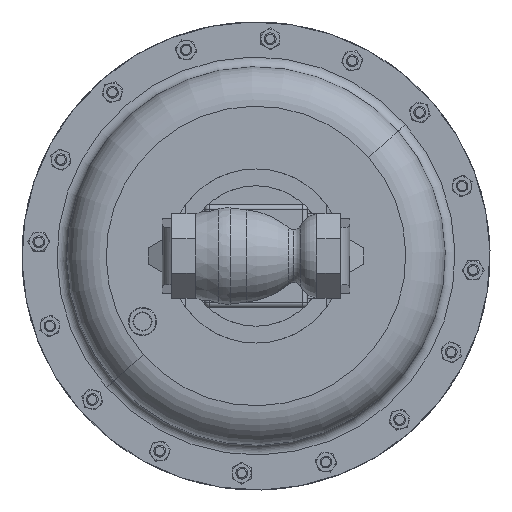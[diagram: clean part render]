
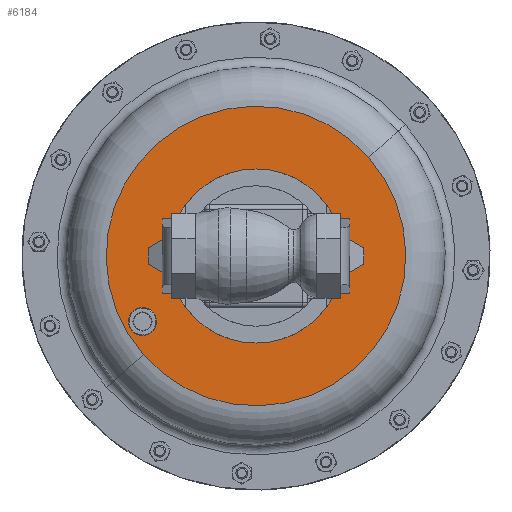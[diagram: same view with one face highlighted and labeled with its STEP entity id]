
A CAD part, front view. The second image highlights one B-rep face of the part: STEP entity #6184.
In plain terms, the highlighted planar face has unit normal (0, -1, 0).
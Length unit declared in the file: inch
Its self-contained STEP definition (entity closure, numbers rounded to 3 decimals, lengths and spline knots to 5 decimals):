
#293 = FACE_BOUND ( 'NONE', #3820, .T. ) ;
#298 = CARTESIAN_POINT ( 'NONE',  ( -3.31303, 7.835, -1.99725 ) ) ;
#364 = EDGE_LOOP ( 'NONE', ( #11227, #26115 ) ) ;
#547 = EDGE_LOOP ( 'NONE', ( #30400, #9824 ) ) ;
#673 = CARTESIAN_POINT ( 'NONE',  ( -3.03109, 7.835, -1.75 ) ) ;
#1177 = EDGE_CURVE ( 'NONE', #13391, #24604, #9856, .T. ) ;
#3102 = EDGE_CURVE ( 'NONE', #24604, #13391, #20909, .T. ) ;
#3154 = VERTEX_POINT ( 'NONE', #5657 ) ;
#3708 = EDGE_CURVE ( 'NONE', #3154, #20399, #20880, .T. ) ;
#3820 = EDGE_LOOP ( 'NONE', ( #19306, #13756 ) ) ;
#4113 = EDGE_CURVE ( 'NONE', #26633, #28592, #25309, .T. ) ;
#4825 = AXIS2_PLACEMENT_3D ( 'NONE', #8517, #6345, #5557 ) ;
#5054 = CARTESIAN_POINT ( 'NONE',  ( 0., 7.835, 0. ) ) ;
#5067 = AXIS2_PLACEMENT_3D ( 'NONE', #5054, #21656, #7412 ) ;
#5109 = AXIS2_PLACEMENT_3D ( 'NONE', #15570, #15469, #15361 ) ;
#5557 = DIRECTION ( 'NONE',  ( -0.752, 0., -0.659 ) ) ;
#5657 = CARTESIAN_POINT ( 'NONE',  ( -3.00736, 7.835, -2.63738 ) ) ;
#6184 = ADVANCED_FACE ( 'NONE', ( #293, #18556, #19287 ), #16029, .T. ) ;
#6274 = DIRECTION ( 'NONE',  ( 0., 1., 0. ) ) ;
#6345 = DIRECTION ( 'NONE',  ( 0., 1., 0. ) ) ;
#7412 = DIRECTION ( 'NONE',  ( 1., 0., 0. ) ) ;
#8517 = CARTESIAN_POINT ( 'NONE',  ( -3.03109, 7.835, -1.75 ) ) ;
#9824 = ORIENTED_EDGE ( 'NONE', *, *, #18253, .F. ) ;
#9856 = CIRCLE ( 'NONE', #4825, 0.375 ) ;
#10153 = EDGE_CURVE ( 'NONE', #28592, #26633, #18727, .T. ) ;
#10870 = AXIS2_PLACEMENT_3D ( 'NONE', #30104, #30078, #29955 ) ;
#11227 = ORIENTED_EDGE ( 'NONE', *, *, #3102, .T. ) ;
#11542 = DIRECTION ( 'NONE',  ( -0.752, 0., -0.659 ) ) ;
#11651 = CIRCLE ( 'NONE', #13616, 4. ) ;
#13391 = VERTEX_POINT ( 'NONE', #18728 ) ;
#13616 = AXIS2_PLACEMENT_3D ( 'NONE', #20482, #6274, #22864 ) ;
#13756 = ORIENTED_EDGE ( 'NONE', *, *, #4113, .F. ) ;
#15361 = DIRECTION ( 'NONE',  ( -0.752, 0., -0.659 ) ) ;
#15469 = DIRECTION ( 'NONE',  ( 0., 1., 0. ) ) ;
#15570 = CARTESIAN_POINT ( 'NONE',  ( 0., 7.835, 0. ) ) ;
#15998 = DIRECTION ( 'NONE',  ( 0.752, 0., 0.659 ) ) ;
#16004 = DIRECTION ( 'NONE',  ( 0., -1., 0. ) ) ;
#16029 = PLANE ( 'NONE',  #17324 ) ;
#16113 = CARTESIAN_POINT ( 'NONE',  ( 0., 7.835, -2.325 ) ) ;
#16509 = CARTESIAN_POINT ( 'NONE',  ( -2.63738, 7.835, 3.00736 ) ) ;
#17032 = CARTESIAN_POINT ( 'NONE',  ( 3.00736, 7.835, 2.63738 ) ) ;
#17324 = AXIS2_PLACEMENT_3D ( 'NONE', #16509, #16004, #15998 ) ;
#18253 = EDGE_CURVE ( 'NONE', #20399, #3154, #11651, .T. ) ;
#18556 = FACE_OUTER_BOUND ( 'NONE', #547, .T. ) ;
#18727 = CIRCLE ( 'NONE', #5067, 2.325 ) ;
#18728 = CARTESIAN_POINT ( 'NONE',  ( -2.74915, 7.835, -1.50275 ) ) ;
#19287 = FACE_BOUND ( 'NONE', #364, .T. ) ;
#19306 = ORIENTED_EDGE ( 'NONE', *, *, #10153, .F. ) ;
#20399 = VERTEX_POINT ( 'NONE', #17032 ) ;
#20482 = CARTESIAN_POINT ( 'NONE',  ( 0., 7.835, 0. ) ) ;
#20880 = CIRCLE ( 'NONE', #5109, 4. ) ;
#20909 = CIRCLE ( 'NONE', #24359, 0.375 ) ;
#21039 = DIRECTION ( 'NONE',  ( 0., 1., 0. ) ) ;
#21656 = DIRECTION ( 'NONE',  ( 0., -1., 0. ) ) ;
#22864 = DIRECTION ( 'NONE',  ( -0.752, 0., -0.659 ) ) ;
#24359 = AXIS2_PLACEMENT_3D ( 'NONE', #673, #21039, #11542 ) ;
#24604 = VERTEX_POINT ( 'NONE', #298 ) ;
#25309 = CIRCLE ( 'NONE', #10870, 2.325 ) ;
#26115 = ORIENTED_EDGE ( 'NONE', *, *, #1177, .T. ) ;
#26633 = VERTEX_POINT ( 'NONE', #28672 ) ;
#28592 = VERTEX_POINT ( 'NONE', #16113 ) ;
#28672 = CARTESIAN_POINT ( 'NONE',  ( 0., 7.835, 2.325 ) ) ;
#29955 = DIRECTION ( 'NONE',  ( 1., 0., 0. ) ) ;
#30078 = DIRECTION ( 'NONE',  ( 0., -1., 0. ) ) ;
#30104 = CARTESIAN_POINT ( 'NONE',  ( 0., 7.835, 0. ) ) ;
#30400 = ORIENTED_EDGE ( 'NONE', *, *, #3708, .F. ) ;
